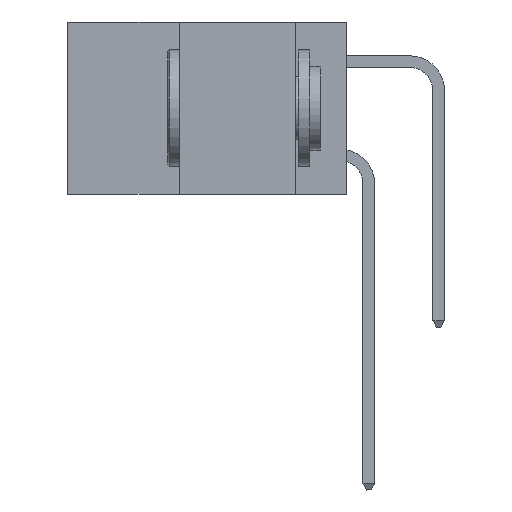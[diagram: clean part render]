
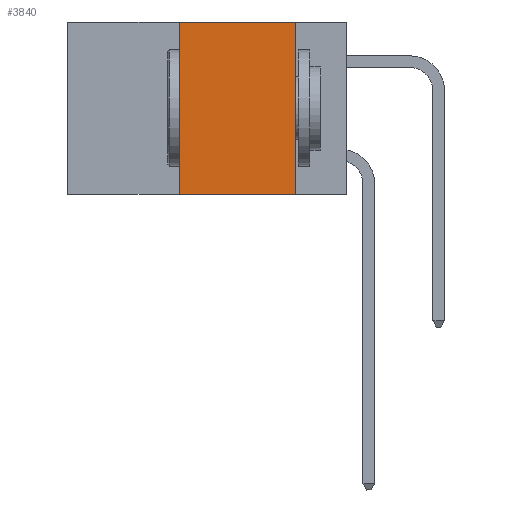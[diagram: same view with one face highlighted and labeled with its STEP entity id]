
A CAD part, left-side view. The second image highlights one B-rep face of the part: STEP entity #3840.
In plain terms, the highlighted planar face has unit normal (-1, 0, 0).
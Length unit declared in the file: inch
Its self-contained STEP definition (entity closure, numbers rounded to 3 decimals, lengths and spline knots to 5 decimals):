
#1362 = FACE_OUTER_BOUND ( 'NONE', #11118, .T. ) ;
#1587 = VECTOR ( 'NONE', #5712, 39.37008 ) ;
#1897 = VERTEX_POINT ( 'NONE', #15677 ) ;
#2229 = DIRECTION ( 'NONE',  ( 0., 0., -1. ) ) ;
#2789 = VERTEX_POINT ( 'NONE', #3714 ) ;
#2941 = VECTOR ( 'NONE', #14558, 39.37008 ) ;
#3331 = VECTOR ( 'NONE', #12504, 39.37008 ) ;
#3714 = CARTESIAN_POINT ( 'NONE',  ( 0., 0.36, -0.37 ) ) ;
#3808 = ORIENTED_EDGE ( 'NONE', *, *, #9488, .T. ) ;
#3830 = ORIENTED_EDGE ( 'NONE', *, *, #14525, .F. ) ;
#3832 = VERTEX_POINT ( 'NONE', #11862 ) ;
#3840 = ADVANCED_FACE ( 'NONE', ( #1362 ), #8239, .F. ) ;
#4146 = VECTOR ( 'NONE', #14096, 39.37008 ) ;
#5236 = CARTESIAN_POINT ( 'NONE',  ( 0., 0.36, 0. ) ) ;
#5314 = ORIENTED_EDGE ( 'NONE', *, *, #12538, .F. ) ;
#5712 = DIRECTION ( 'NONE',  ( 0., -1., 0. ) ) ;
#5727 = CARTESIAN_POINT ( 'NONE',  ( 0., 0.6, 0. ) ) ;
#6694 = VERTEX_POINT ( 'NONE', #8369 ) ;
#7845 = EDGE_CURVE ( 'NONE', #2789, #1897, #11989, .T. ) ;
#7913 = LINE ( 'NONE', #13070, #1587 ) ;
#8239 = PLANE ( 'NONE',  #10846 ) ;
#8336 = DIRECTION ( 'NONE',  ( 1., 0., 0. ) ) ;
#8369 = CARTESIAN_POINT ( 'NONE',  ( 0., 0.11, 0. ) ) ;
#9488 = EDGE_CURVE ( 'NONE', #2789, #3832, #7913, .T. ) ;
#10481 = CARTESIAN_POINT ( 'NONE',  ( 0., 0.11, 0. ) ) ;
#10846 = AXIS2_PLACEMENT_3D ( 'NONE', #12060, #8336, #2229 ) ;
#11118 = EDGE_LOOP ( 'NONE', ( #5314, #3830, #14541, #3808 ) ) ;
#11862 = CARTESIAN_POINT ( 'NONE',  ( 0., 0.11, -0.37 ) ) ;
#11989 = LINE ( 'NONE', #5236, #3331 ) ;
#12060 = CARTESIAN_POINT ( 'NONE',  ( 0., 0.6, 0. ) ) ;
#12504 = DIRECTION ( 'NONE',  ( 0., 0., 1. ) ) ;
#12538 = EDGE_CURVE ( 'NONE', #6694, #3832, #15722, .T. ) ;
#12753 = LINE ( 'NONE', #5727, #2941 ) ;
#13070 = CARTESIAN_POINT ( 'NONE',  ( 0., 0.6, -0.37 ) ) ;
#14096 = DIRECTION ( 'NONE',  ( 0., 0., -1. ) ) ;
#14525 = EDGE_CURVE ( 'NONE', #1897, #6694, #12753, .T. ) ;
#14541 = ORIENTED_EDGE ( 'NONE', *, *, #7845, .F. ) ;
#14558 = DIRECTION ( 'NONE',  ( 0., -1., 0. ) ) ;
#15677 = CARTESIAN_POINT ( 'NONE',  ( 0., 0.36, 0. ) ) ;
#15722 = LINE ( 'NONE', #10481, #4146 ) ;
